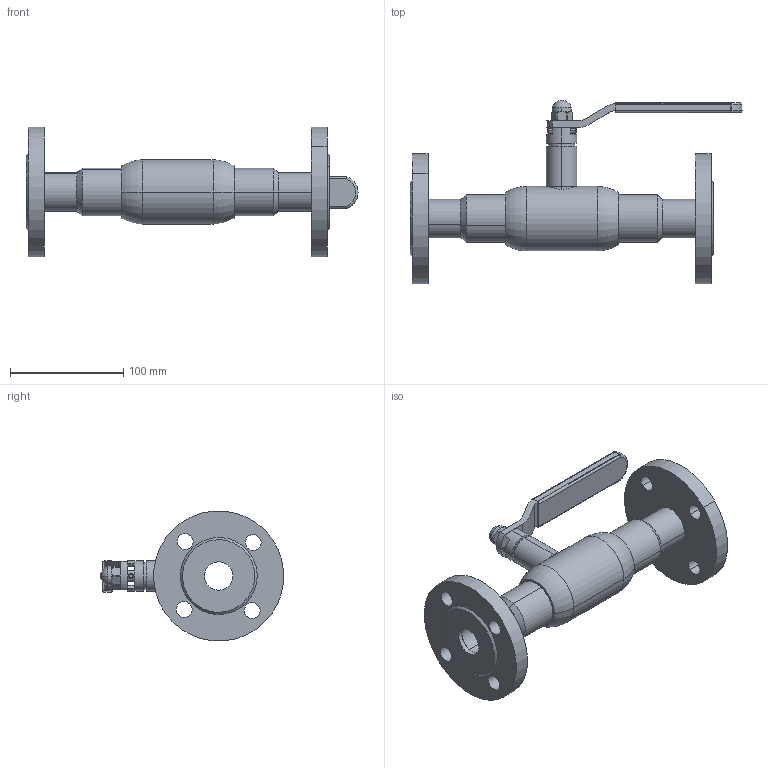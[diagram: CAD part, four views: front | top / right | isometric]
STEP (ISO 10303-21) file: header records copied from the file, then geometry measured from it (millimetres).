
FILE_DESCRIPTION (( 'STEP AP214' ), '1' );
FILE_NAME ('通径DN25法兰球阀PN16.STEP', '2026-01-28T01:37:14', ( '' ), ( '' ), 'SwSTEP 2.0', 'SolidWorks 2022', '' );
FILE_SCHEMA (( 'AUTOMOTIVE_DESIGN' ));
Length unit declared in the file: millimetre
Products named in the file (10): Q61F-32-15詩种; Q61F-32-1概极麻こ; Q61F-32-3概裝; Q61F-25-5粣杶; Q61F-32-17參杶; 通径DN25法兰球阀PN16; Q61F-32-18概裝蹟譫; 25籵噤 傻諉; Q61F-32-16球阀把手; 25楊擘
Assembly tree (11 placements, depth 2):
  通径DN25法兰球阀PN16
    Q61F-32-1概极麻こ
    Q61F-32-3概裝
    Q61F-32-18概裝蹟譫
    Q61F-32-17參杶
    Q61F-25-5粣杶
    Q61F-32-16球阀把手
    Q61F-32-15詩种
    25籵噤 傻諉  x2
    25楊擘  x2
Bounding box: 293.27 x 161.85 x 114.71 mm (x, y, z)
Volume: 525907.5 mm3; surface area: 178436 mm2
Topology: 11 solids, 11 shells, 236 faces, 541 edges, 338 vertices
Faces by surface type: cylinder 106, plane 68, cone 42, torus 14, bspline 4, sphere 2
Entity records: 9982 total; most frequent: CARTESIAN_POINT 4834, DIRECTION 1009, ORIENTED_EDGE 890, EDGE_CURVE 445, AXIS2_PLACEMENT_3D 415, VERTEX_POINT 280, EDGE_LOOP 225, CIRCLE 212
